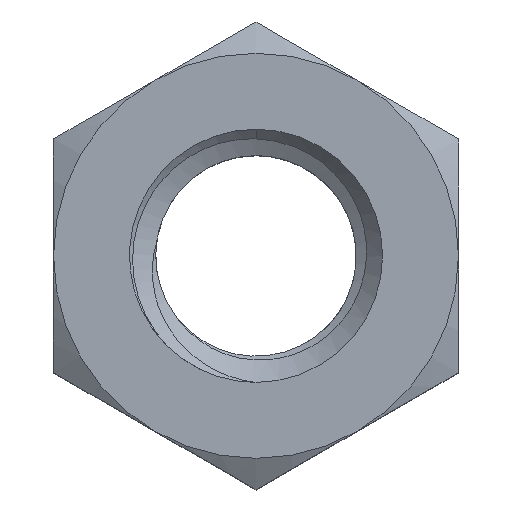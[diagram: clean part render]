
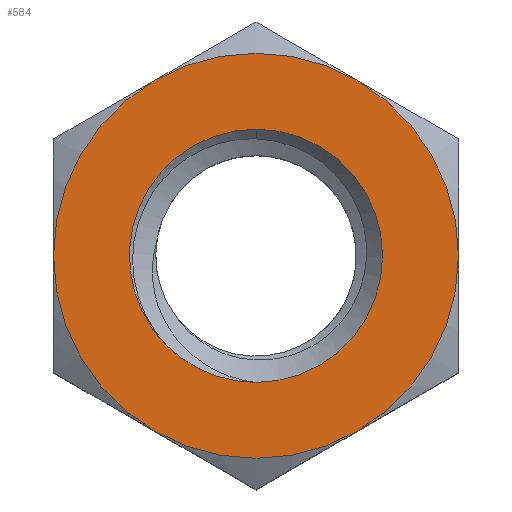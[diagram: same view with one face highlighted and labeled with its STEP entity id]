
A CAD part, top view. The second image highlights one B-rep face of the part: STEP entity #584.
In plain terms, the highlighted face is planar.
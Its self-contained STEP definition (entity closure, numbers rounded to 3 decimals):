
#22=FACE_BOUND('',#128,.T.);
#30=PLANE('',#650);
#89=FACE_OUTER_BOUND('',#127,.T.);
#127=EDGE_LOOP('',(#478,#479,#480,#481,#482,#483));
#128=EDGE_LOOP('',(#484,#485,#486));
#144=CIRCLE('',#620,2.5);
#146=CIRCLE('',#628,2.5);
#147=CIRCLE('',#630,2.5);
#149=CIRCLE('',#634,4.);
#156=CIRCLE('',#651,4.);
#157=CIRCLE('',#652,4.);
#158=CIRCLE('',#653,4.);
#159=CIRCLE('',#654,4.);
#160=CIRCLE('',#655,4.);
#243=VERTEX_POINT('',#923);
#244=VERTEX_POINT('',#940);
#258=VERTEX_POINT('',#1261);
#259=VERTEX_POINT('',#1377);
#260=VERTEX_POINT('',#1378);
#271=VERTEX_POINT('',#1485);
#274=VERTEX_POINT('',#1502);
#279=VERTEX_POINT('',#1537);
#282=VERTEX_POINT('',#1554);
#299=EDGE_CURVE('',#244,#243,#144,.T.);
#320=EDGE_CURVE('',#258,#244,#146,.T.);
#321=EDGE_CURVE('',#243,#258,#147,.T.);
#326=EDGE_CURVE('',#259,#260,#149,.T.);
#365=EDGE_CURVE('',#260,#274,#156,.T.);
#366=EDGE_CURVE('',#274,#271,#157,.T.);
#367=EDGE_CURVE('',#271,#282,#158,.T.);
#368=EDGE_CURVE('',#282,#279,#159,.T.);
#369=EDGE_CURVE('',#259,#279,#160,.T.);
#478=ORIENTED_EDGE('',*,*,#326,.T.);
#479=ORIENTED_EDGE('',*,*,#365,.T.);
#480=ORIENTED_EDGE('',*,*,#366,.T.);
#481=ORIENTED_EDGE('',*,*,#367,.T.);
#482=ORIENTED_EDGE('',*,*,#368,.T.);
#483=ORIENTED_EDGE('',*,*,#369,.F.);
#484=ORIENTED_EDGE('',*,*,#299,.T.);
#485=ORIENTED_EDGE('',*,*,#321,.T.);
#486=ORIENTED_EDGE('',*,*,#320,.T.);
#584=ADVANCED_FACE('',(#89,#22),#30,.F.);
#620=AXIS2_PLACEMENT_3D('',#941,#691,#692);
#628=AXIS2_PLACEMENT_3D('',#1303,#713,#714);
#630=AXIS2_PLACEMENT_3D('',#1305,#717,#718);
#634=AXIS2_PLACEMENT_3D('',#1379,#725,#726);
#650=AXIS2_PLACEMENT_3D('',#1567,#763,#764);
#651=AXIS2_PLACEMENT_3D('',#1568,#765,#766);
#652=AXIS2_PLACEMENT_3D('',#1569,#767,#768);
#653=AXIS2_PLACEMENT_3D('',#1570,#769,#770);
#654=AXIS2_PLACEMENT_3D('',#1571,#771,#772);
#655=AXIS2_PLACEMENT_3D('',#1572,#773,#774);
#691=DIRECTION('center_axis',(0.,1.,0.));
#692=DIRECTION('ref_axis',(0.,0.,1.));
#713=DIRECTION('center_axis',(0.,1.,0.));
#714=DIRECTION('ref_axis',(0.,0.,1.));
#717=DIRECTION('center_axis',(0.,1.,0.));
#718=DIRECTION('ref_axis',(0.,0.,1.));
#725=DIRECTION('center_axis',(0.,-1.,0.));
#726=DIRECTION('ref_axis',(0.,0.,1.));
#763=DIRECTION('center_axis',(0.,1.,0.));
#764=DIRECTION('ref_axis',(0.,0.,1.));
#765=DIRECTION('center_axis',(0.,-1.,0.));
#766=DIRECTION('ref_axis',(0.,0.,1.));
#767=DIRECTION('center_axis',(0.,-1.,0.));
#768=DIRECTION('ref_axis',(0.,0.,1.));
#769=DIRECTION('center_axis',(0.,-1.,0.));
#770=DIRECTION('ref_axis',(0.,0.,1.));
#771=DIRECTION('center_axis',(0.,-1.,0.));
#772=DIRECTION('ref_axis',(0.,0.,1.));
#773=DIRECTION('center_axis',(0.,1.,0.));
#774=DIRECTION('ref_axis',(0.,0.,1.));
#923=CARTESIAN_POINT('',(-1.768,-2.,-1.768));
#940=CARTESIAN_POINT('',(0.,-2.,-2.5));
#941=CARTESIAN_POINT('Origin',(0.,-2.,0.));
#1261=CARTESIAN_POINT('',(0.,-2.,2.5));
#1303=CARTESIAN_POINT('Origin',(0.,-2.,0.));
#1305=CARTESIAN_POINT('Origin',(0.,-2.,0.));
#1377=CARTESIAN_POINT('',(2.,-2.,3.464));
#1378=CARTESIAN_POINT('',(-2.,-2.,3.464));
#1379=CARTESIAN_POINT('Origin',(0.,-2.,0.));
#1485=CARTESIAN_POINT('',(-2.,-2.,-3.464));
#1502=CARTESIAN_POINT('',(-4.,-2.,0.));
#1537=CARTESIAN_POINT('',(4.,-2.,0.));
#1554=CARTESIAN_POINT('',(2.,-2.,-3.464));
#1567=CARTESIAN_POINT('Origin',(-4.,-2.,-2.309));
#1568=CARTESIAN_POINT('Origin',(0.,-2.,0.));
#1569=CARTESIAN_POINT('Origin',(0.,-2.,0.));
#1570=CARTESIAN_POINT('Origin',(0.,-2.,0.));
#1571=CARTESIAN_POINT('Origin',(0.,-2.,0.));
#1572=CARTESIAN_POINT('Origin',(0.,-2.,0.));
